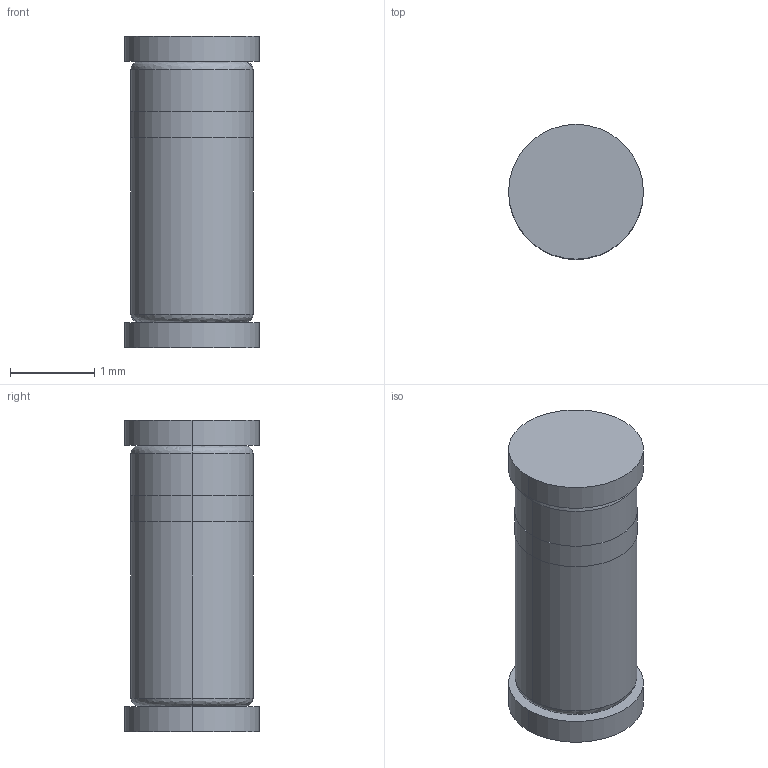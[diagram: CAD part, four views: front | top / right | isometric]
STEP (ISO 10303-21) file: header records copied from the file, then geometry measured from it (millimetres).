
FILE_DESCRIPTION (( 'STEP AP214' ), '1' );
FILE_NAME ('User Library-melf-2.STEP', '2018-10-31T09:02:56', ( '' ), ( '' ), 'SwSTEP 2.0', 'SolidWorks 2018', '' );
FILE_SCHEMA (( 'AUTOMOTIVE_DESIGN' ));
Length unit declared in the file: millimetre
Products named in the file (1): User Library-melf-2
Bounding box: 1.6 x 1.6 x 3.7 mm (x, y, z)
Volume: 6.8 mm3; surface area: 32.8 mm2
Topology: 4 solids, 4 shells, 20 faces, 32 edges, 20 vertices
Faces by surface type: cylinder 8, plane 8, bspline 4
Entity records: 789 total; most frequent: CARTESIAN_POINT 145, DIRECTION 82, ORIENTED_EDGE 64, AXIS2_PLACEMENT_3D 37, EDGE_CURVE 32, UNCERTAINTY_MEASURE_WITH_UNIT 26, STYLED_ITEM 25, SURFACE_STYLE_FILL_AREA 25
